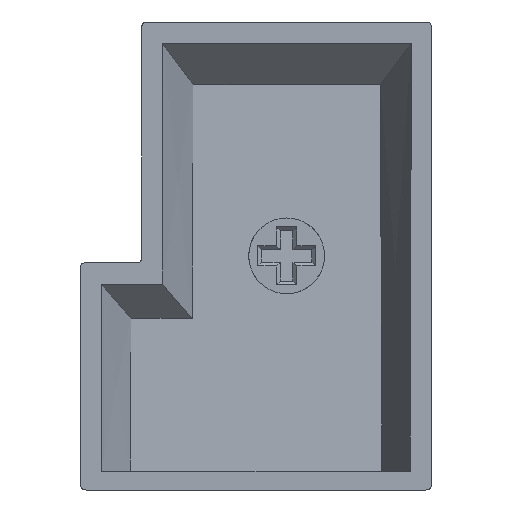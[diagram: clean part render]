
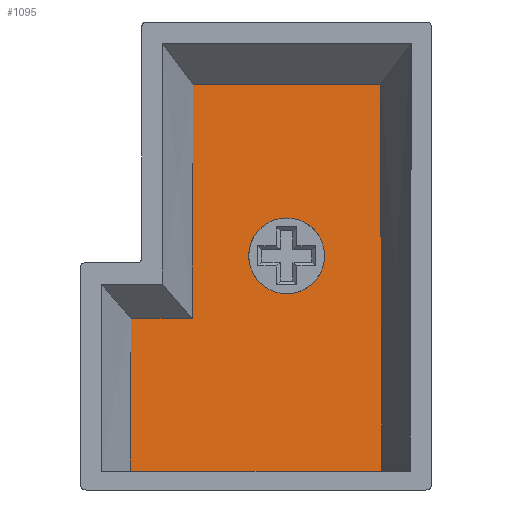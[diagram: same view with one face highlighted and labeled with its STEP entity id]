
A CAD part, front view. The second image highlights one B-rep face of the part: STEP entity #1095.
In plain terms, the highlighted planar face has unit normal (0, -0.998, 0.06).
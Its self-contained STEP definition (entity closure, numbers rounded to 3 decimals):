
#1062=EDGE_CURVE('',#1063,#1065,#1067,.F.);
#1063=VERTEX_POINT('',#1064);
#1064=CARTESIAN_POINT('',(19.017,4.588,-35.58));
#1065=VERTEX_POINT('',#1066);
#1066=CARTESIAN_POINT('',(-0.926,4.588,-35.58));
#1067=LINE('',#1068,#1069);
#1068=CARTESIAN_POINT('',(-4.86,4.588,-35.58));
#1069=VECTOR('',#1070,1.0);
#1070=DIRECTION('',(1.0,0.0,0.0));
#1095=ADVANCED_FACE('',(#1096,#1107),#1163,.F.);
#1096=FACE_BOUND('',#1097,.T.);
#1097=EDGE_LOOP('',(#1098));
#1098=ORIENTED_EDGE('',*,*,#1099,.T.);
#1099=EDGE_CURVE('',#1100,#1100,#1102,.F.);
#1100=VERTEX_POINT('',#1101);
#1101=CARTESIAN_POINT('',(11.475,5.439,-21.529));
#1102=ELLIPSE('',#1103,3.005,3.0);
#1103=AXIS2_PLACEMENT_3D('',#1104,#1105,#1106);
#1104=CARTESIAN_POINT('',(11.475,5.621,-18.529));
#1105=DIRECTION('',(0.0,-0.998,0.06));
#1106=DIRECTION('',(0.0,-0.06,-0.998));
#1107=FACE_BOUND('',#1108,.T.);
#1108=EDGE_LOOP('',(#1109,#1122,#1130,#1143,#1151,#1162));
#1109=ORIENTED_EDGE('',*,*,#1110,.T.);
#1110=EDGE_CURVE('',#1063,#1111,#1113,.F.);
#1111=VERTEX_POINT('',#1112);
#1112=CARTESIAN_POINT('',(18.904,6.443,-4.953));
#1113=B_SPLINE_CURVE_WITH_KNOTS('',3,(#1114,#1115,#1116,#1117,#1118,#1119,#1120,#1121),.UNSPECIFIED.,.F.,.U.,(4,2,2,4),(0.0,9.519,19.038,30.684),.UNSPECIFIED.);
#1114=CARTESIAN_POINT('',(18.904,6.443,-4.953));
#1115=CARTESIAN_POINT('',(18.914,6.251,-8.12));
#1116=CARTESIAN_POINT('',(18.924,6.06,-11.287));
#1117=CARTESIAN_POINT('',(18.945,5.676,-17.621));
#1118=CARTESIAN_POINT('',(18.956,5.484,-20.789));
#1119=CARTESIAN_POINT('',(18.983,5.057,-27.831));
#1120=CARTESIAN_POINT('',(18.999,4.823,-31.705));
#1121=CARTESIAN_POINT('',(19.017,4.588,-35.58));
#1122=ORIENTED_EDGE('',*,*,#1123,.T.);
#1123=EDGE_CURVE('',#1111,#1124,#1126,.T.);
#1124=VERTEX_POINT('',#1125);
#1125=CARTESIAN_POINT('',(4.046,6.443,-4.953));
#1126=LINE('',#1127,#1128);
#1127=CARTESIAN_POINT('',(-4.86,6.443,-4.953));
#1128=VECTOR('',#1129,1.0);
#1129=DIRECTION('',(-1.0,0.0,0.0));
#1130=ORIENTED_EDGE('',*,*,#1131,.T.);
#1131=EDGE_CURVE('',#1124,#1132,#1134,.T.);
#1132=VERTEX_POINT('',#1133);
#1133=CARTESIAN_POINT('',(3.989,5.322,-23.463));
#1134=B_SPLINE_CURVE_WITH_KNOTS('',3,(#1135,#1136,#1137,#1138,#1139,#1140,#1141,#1142),.UNSPECIFIED.,.F.,.U.,(4,2,2,4),(0.0,4.762,9.523,18.545),.UNSPECIFIED.);
#1135=CARTESIAN_POINT('',(4.046,6.443,-4.953));
#1136=CARTESIAN_POINT('',(4.042,6.347,-6.537));
#1137=CARTESIAN_POINT('',(4.037,6.251,-8.121));
#1138=CARTESIAN_POINT('',(4.028,6.059,-11.29));
#1139=CARTESIAN_POINT('',(4.023,5.963,-12.874));
#1140=CARTESIAN_POINT('',(4.009,5.686,-17.46));
#1141=CARTESIAN_POINT('',(3.999,5.504,-20.462));
#1142=CARTESIAN_POINT('',(3.989,5.322,-23.463));
#1143=ORIENTED_EDGE('',*,*,#1144,.T.);
#1144=EDGE_CURVE('',#1132,#1145,#1147,.T.);
#1145=VERTEX_POINT('',#1146);
#1146=CARTESIAN_POINT('',(-0.872,5.322,-23.463));
#1147=LINE('',#1148,#1149);
#1148=CARTESIAN_POINT('',(-4.86,5.322,-23.463));
#1149=VECTOR('',#1150,1.0);
#1150=DIRECTION('',(-1.0,0.0,0.0));
#1151=ORIENTED_EDGE('',*,*,#1152,.T.);
#1152=EDGE_CURVE('',#1145,#1065,#1153,.F.);
#1153=B_SPLINE_CURVE_WITH_KNOTS('',3,(#1154,#1155,#1156,#1157,#1158,#1159,#1160,#1161),.UNSPECIFIED.,.F.,.U.,(4,2,2,4),(0.0,4.171,8.155,12.139),.UNSPECIFIED.);
#1154=CARTESIAN_POINT('',(-0.926,4.588,-35.58));
#1155=CARTESIAN_POINT('',(-0.92,4.672,-34.192));
#1156=CARTESIAN_POINT('',(-0.913,4.756,-32.805));
#1157=CARTESIAN_POINT('',(-0.901,4.921,-30.091));
#1158=CARTESIAN_POINT('',(-0.895,5.001,-28.766));
#1159=CARTESIAN_POINT('',(-0.883,5.161,-26.115));
#1160=CARTESIAN_POINT('',(-0.878,5.242,-24.789));
#1161=CARTESIAN_POINT('',(-0.872,5.322,-23.463));
#1162=ORIENTED_EDGE('',*,*,#1062,.F.);
#1163=PLANE('',#1164);
#1164=AXIS2_PLACEMENT_3D('',#1165,#1166,#1167);
#1165=CARTESIAN_POINT('',(-4.86,6.719,-0.407));
#1166=DIRECTION('',(0.0,0.998,-0.06));
#1167=DIRECTION('',(0.0,0.06,0.998));
